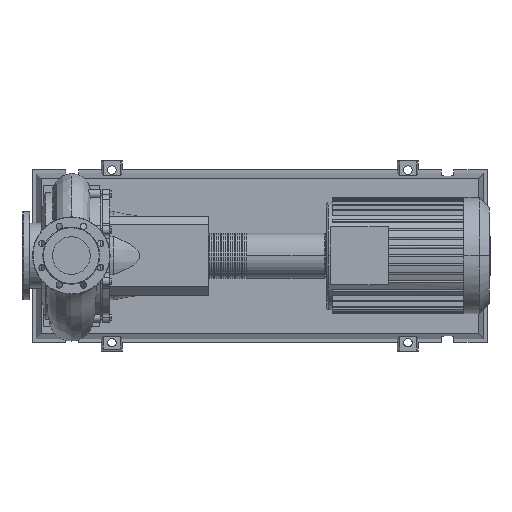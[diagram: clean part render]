
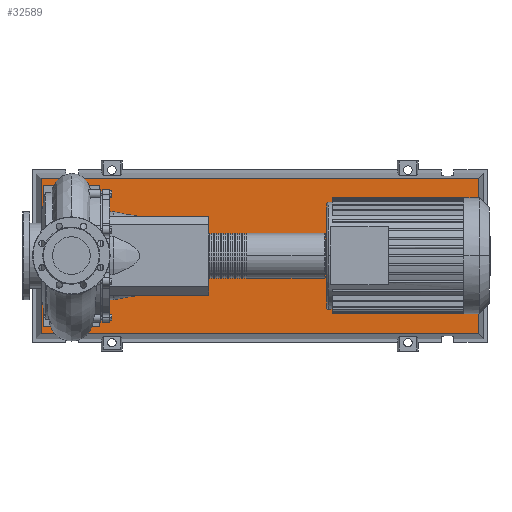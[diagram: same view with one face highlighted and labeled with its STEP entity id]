
A CAD part, top view. The second image highlights one B-rep face of the part: STEP entity #32589.
In plain terms, the highlighted planar face has unit normal (0, 0, 1).
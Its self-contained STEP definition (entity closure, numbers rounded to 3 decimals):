
#32270=CARTESIAN_POINT('',(1155.471,-220.471,103.0));
#32271=VERTEX_POINT('',#32270);
#32278=CARTESIAN_POINT('',(-85.471,-220.471,103.0));
#32279=VERTEX_POINT('',#32278);
#32280=CARTESIAN_POINT('',(1155.471,-220.471,103.0));
#32281=DIRECTION('',(-1.0,0.0,0.0));
#32282=VECTOR('',#32281,1240.941);
#32283=LINE('',#32280,#32282);
#32284=EDGE_CURVE('',#32271,#32279,#32283,.T.);
#32502=CARTESIAN_POINT('',(1155.471,220.471,103.0));
#32503=VERTEX_POINT('',#32502);
#32504=CARTESIAN_POINT('',(1155.471,220.471,103.0));
#32505=DIRECTION('',(0.0,-1.0,0.0));
#32506=VECTOR('',#32505,440.941);
#32507=LINE('',#32504,#32506);
#32508=EDGE_CURVE('',#32503,#32271,#32507,.T.);
#32526=CARTESIAN_POINT('',(-85.471,220.471,103.0));
#32527=VERTEX_POINT('',#32526);
#32528=CARTESIAN_POINT('',(-85.471,-220.471,103.0));
#32529=DIRECTION('',(0.0,1.0,0.0));
#32530=VECTOR('',#32529,440.941);
#32531=LINE('',#32528,#32530);
#32532=EDGE_CURVE('',#32279,#32527,#32531,.T.);
#32565=CARTESIAN_POINT('',(-85.471,220.471,103.0));
#32566=DIRECTION('',(1.0,0.0,0.0));
#32567=VECTOR('',#32566,1240.941);
#32568=LINE('',#32565,#32567);
#32569=EDGE_CURVE('',#32527,#32503,#32568,.T.);
#32578=CARTESIAN_POINT('',(535.,0.,103.0));
#32579=DIRECTION('',(0.0,0.0,1.0));
#32580=DIRECTION('',(1.0,0.0,0.0));
#32581=AXIS2_PLACEMENT_3D('',#32578,#32579,#32580);
#32582=PLANE('',#32581);
#32583=ORIENTED_EDGE('',*,*,#32508,.F.);
#32584=ORIENTED_EDGE('',*,*,#32569,.F.);
#32585=ORIENTED_EDGE('',*,*,#32532,.F.);
#32586=ORIENTED_EDGE('',*,*,#32284,.F.);
#32587=EDGE_LOOP('',(#32583,#32584,#32585,#32586));
#32588=FACE_OUTER_BOUND('',#32587,.T.);
#32589=ADVANCED_FACE('',(#32588),#32582,.T.);
